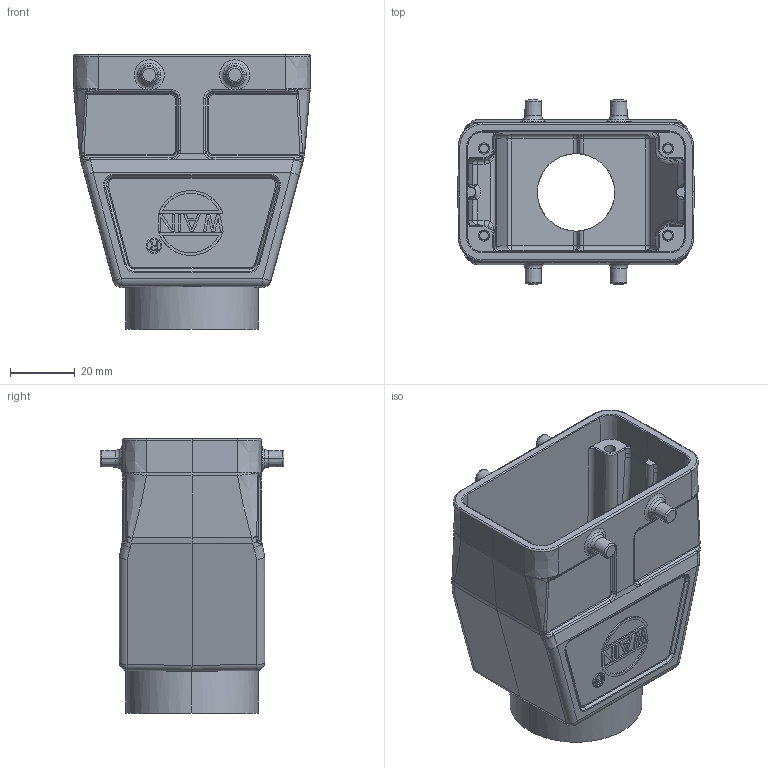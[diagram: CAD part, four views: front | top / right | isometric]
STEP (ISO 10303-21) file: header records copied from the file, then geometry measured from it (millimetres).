
FILE_DESCRIPTION((''),'2;1');
FILE_NAME('3D_1110104305003_H10B-TEH-4B-M2','2020-09-28T',('f.li'),(''),'PRO/ENGINEER BY PARAMETRIC TECHNOLOGY CORPORATION, 2012480','PRO/ENGINEER BY PARAMETRIC TECHNOLOGY CORPORATION, 2012480','');
FILE_SCHEMA(('CONFIG_CONTROL_DESIGN'));
Length unit declared in the file: millimetre
Products named in the file (1): 3D_1110104305003_H10B-TEH-4B-M2
Bounding box: 73.2 x 57 x 85 mm (x, y, z)
Volume: 71525.4 mm3; surface area: 35381.2 mm2
Topology: 1 solids, 1 shells, 711 faces, 1772 edges, 1090 vertices
Faces by surface type: plane 261, bspline 161, cylinder 150, torus 69, cone 48, sphere 14, extrusion 8
Entity records: 28355 total; most frequent: CARTESIAN_POINT 12600, ORIENTED_EDGE 3524, DIRECTION 2908, EDGE_CURVE 1762, VERTEX_POINT 1090, AXIS2_PLACEMENT_3D 1042, VECTOR 824, LINE 816
